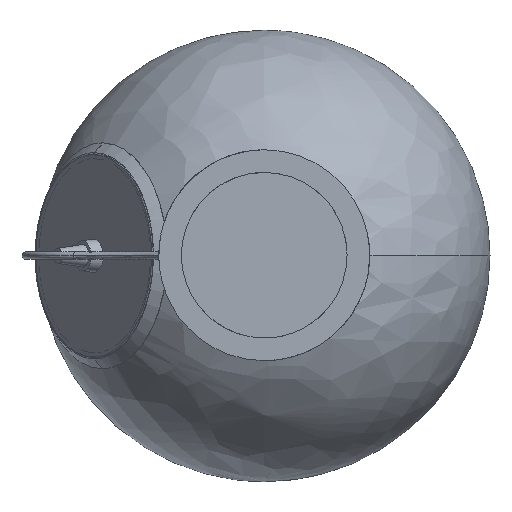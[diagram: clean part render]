
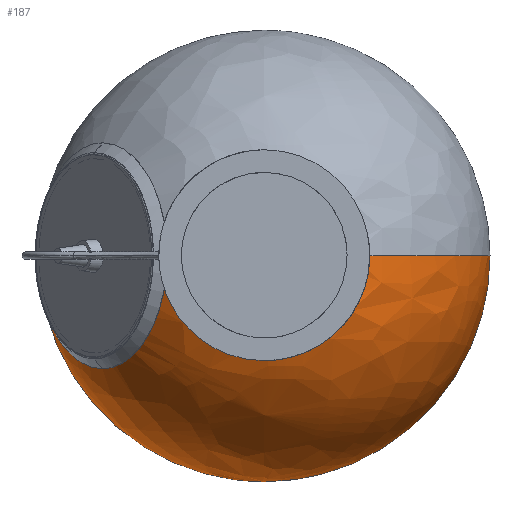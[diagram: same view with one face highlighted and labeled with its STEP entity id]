
A CAD part, top view. The second image highlights one B-rep face of the part: STEP entity #187.
In plain terms, the highlighted free-form (B-spline) face has degree [2, 2] with [5, 3] control points.
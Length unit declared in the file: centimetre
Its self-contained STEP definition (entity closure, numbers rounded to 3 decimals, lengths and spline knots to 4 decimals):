
#187=ADVANCED_FACE($,(#409),#2569,.T.);
#409=FACE_OUTER_BOUND($,#639,.T.);
#639=EDGE_LOOP($,(#1345,#1346,#1347,#1348,#1349,#1350,#1351));
#1345=ORIENTED_EDGE($,*,*,#1980,.F.);
#1346=ORIENTED_EDGE($,*,*,#1983,.F.);
#1347=ORIENTED_EDGE($,*,*,#1984,.F.);
#1348=ORIENTED_EDGE($,*,*,#1981,.T.);
#1349=ORIENTED_EDGE($,*,*,#1982,.T.);
#1350=ORIENTED_EDGE($,*,*,#1986,.T.);
#1351=ORIENTED_EDGE($,*,*,#1985,.T.);
#1980=EDGE_CURVE($,#2328,#2332,#2967,.T.);
#1981=EDGE_CURVE($,#2329,#2335,#2968,.T.);
#1982=EDGE_CURVE($,#2335,#2333,#2969,.T.);
#1983=EDGE_CURVE($,#2336,#2328,#2970,.T.);
#1984=EDGE_CURVE($,#2329,#2336,#2971,.T.);
#1985=EDGE_CURVE($,#2337,#2332,#2716,.T.);
#1986=EDGE_CURVE($,#2333,#2337,#2717,.T.);
#2328=VERTEX_POINT($,#6960);
#2329=VERTEX_POINT($,#6961);
#2332=VERTEX_POINT($,#6964);
#2333=VERTEX_POINT($,#6965);
#2335=VERTEX_POINT($,#6967);
#2336=VERTEX_POINT($,#6968);
#2337=VERTEX_POINT($,#6969);
#2569=(
BOUNDED_SURFACE()
B_SPLINE_SURFACE(2,2,((#6945,#6946,#6947),(#6948,#6949,#6950),(#6951,#6952,
#6953),(#6954,#6955,#6956),(#6957,#6958,#6959)),.UNSPECIFIED.,.F.,.F.,.F.)
B_SPLINE_SURFACE_WITH_KNOTS((3,2,3),(3,3),(0.,110.2369,220.4738),
(0.,226.6905),.UNSPECIFIED.)
GEOMETRIC_REPRESENTATION_ITEM()
RATIONAL_B_SPLINE_SURFACE(((1.,0.707,1.),(0.707,
0.5,0.707),(1.,0.707,1.),(0.707,0.5,
0.707),(1.,0.707,1.)))
REPRESENTATION_ITEM($)
SURFACE()
);
#2716=B_SPLINE_CURVE_WITH_KNOTS($,3,(#6872,#6873,#6874,#6875,#6876,#6877,
#6878,#6879,#6880,#6881),.UNSPECIFIED.,.F.,.F.,(4,2,2,2,4),(0.3556,
0.38,0.4064,0.4328,0.4572),
.UNSPECIFIED.);
#2717=B_SPLINE_CURVE_WITH_KNOTS($,3,(#6882,#6883,#6884,#6885,#6886,#6887,
#6888,#6889,#6890,#6891,#6892,#6893,#6894,#6895,#6896,#6897,#6898,#6899),
.UNSPECIFIED.,.F.,.F.,(4,2,2,2,2,2,2,2,4),(0.2541,0.2668,
0.2795,0.2922,0.3049,0.3175,0.3302,
0.3429,0.3556),.UNSPECIFIED.);
#2967=(
BOUNDED_CURVE()
B_SPLINE_CURVE(2,(#6857,#6858,#6859),.UNSPECIFIED.,.F.,.F.)
B_SPLINE_CURVE_WITH_KNOTS((3,3),(0.,12.283),.UNSPECIFIED.)
CURVE()
GEOMETRIC_REPRESENTATION_ITEM()
RATIONAL_B_SPLINE_CURVE((1.,0.997,1.))
REPRESENTATION_ITEM($)
);
#2968=(
BOUNDED_CURVE()
B_SPLINE_CURVE(2,(#6860,#6861,#6862),.UNSPECIFIED.,.F.,.F.)
B_SPLINE_CURVE_WITH_KNOTS((3,3),(235.6194,471.2389),.UNSPECIFIED.)
CURVE()
GEOMETRIC_REPRESENTATION_ITEM()
RATIONAL_B_SPLINE_CURVE((1.,0.707,1.))
REPRESENTATION_ITEM($)
);
#2969=(
BOUNDED_CURVE()
B_SPLINE_CURVE(2,(#6863,#6864,#6865),.UNSPECIFIED.,.F.,.F.)
B_SPLINE_CURVE_WITH_KNOTS((3,3),(0.,76.7829),.UNSPECIFIED.)
CURVE()
GEOMETRIC_REPRESENTATION_ITEM()
RATIONAL_B_SPLINE_CURVE((1.,0.967,1.))
REPRESENTATION_ITEM($)
);
#2970=(
BOUNDED_CURVE()
B_SPLINE_CURVE(2,(#6866,#6867,#6868),.UNSPECIFIED.,.F.,.F.)
B_SPLINE_CURVE_WITH_KNOTS((3,3),(0.,226.6905),.UNSPECIFIED.)
CURVE()
GEOMETRIC_REPRESENTATION_ITEM()
RATIONAL_B_SPLINE_CURVE((1.,0.707,1.))
REPRESENTATION_ITEM($)
);
#2971=(
BOUNDED_CURVE()
B_SPLINE_CURVE(2,(#6869,#6870,#6871),.UNSPECIFIED.,.F.,.F.)
B_SPLINE_CURVE_WITH_KNOTS((3,3),(-226.6905,0.),.UNSPECIFIED.)
CURVE()
GEOMETRIC_REPRESENTATION_ITEM()
RATIONAL_B_SPLINE_CURVE((1.,0.707,1.))
REPRESENTATION_ITEM($)
);
#6857=CARTESIAN_POINT($,(-150.,0.,-302.));
#6858=CARTESIAN_POINT($,(-150.,0.,-289.783));
#6859=CARTESIAN_POINT($,(-148.0231,0.,-277.7271));
#6860=CARTESIAN_POINT($,(150.,0.,-302.));
#6861=CARTESIAN_POINT($,(150.,0.,-152.));
#6862=CARTESIAN_POINT($,(0.,0.,-152.));
#6863=CARTESIAN_POINT($,(0.,0.,-152.));
#6864=CARTESIAN_POINT($,(-39.2523,0.,-152.));
#6865=CARTESIAN_POINT($,(-73.4733,0.,-171.2267));
#6866=CARTESIAN_POINT($,(0.,-150.,-302.));
#6867=CARTESIAN_POINT($,(-150.,-150.,-302.));
#6868=CARTESIAN_POINT($,(-150.,0.,-302.));
#6869=CARTESIAN_POINT($,(150.,0.,-302.));
#6870=CARTESIAN_POINT($,(150.,-150.,-302.));
#6871=CARTESIAN_POINT($,(0.,-150.,-302.));
#6872=CARTESIAN_POINT($,(-110.7482,-65.,-224.4769));
#6873=CARTESIAN_POINT($,(-115.4489,-65.,-231.1922));
#6874=CARTESIAN_POINT($,(-120.0983,-63.4535,-237.8341));
#6875=CARTESIAN_POINT($,(-129.2045,-57.1671,-250.8427));
#6876=CARTESIAN_POINT($,(-133.5045,-52.2419,-256.9855));
#6877=CARTESIAN_POINT($,(-140.7071,-39.682,-267.275));
#6878=CARTESIAN_POINT($,(-143.5315,-32.1838,-271.3099));
#6879=CARTESIAN_POINT($,(-147.1364,-16.3046,-276.46));
#6880=CARTESIAN_POINT($,(-148.0232,-8.1971,-277.727));
#6881=CARTESIAN_POINT($,(-148.0231,0.,-277.7271));
#6882=CARTESIAN_POINT($,(-73.4733,0.,-171.2267));
#6883=CARTESIAN_POINT($,(-73.4733,-3.8302,-171.2267));
#6884=CARTESIAN_POINT($,(-73.6685,-7.8036,-171.5057));
#6885=CARTESIAN_POINT($,(-74.5225,-15.8516,-172.7258));
#6886=CARTESIAN_POINT($,(-75.182,-19.9255,-173.6681));
#6887=CARTESIAN_POINT($,(-76.9984,-27.9268,-176.2632));
#6888=CARTESIAN_POINT($,(-78.1558,-31.8526,-177.9166));
#6889=CARTESIAN_POINT($,(-80.9422,-39.2846,-181.8972));
#6890=CARTESIAN_POINT($,(-82.571,-42.7889,-184.2241));
#6891=CARTESIAN_POINT($,(-86.2102,-49.135,-189.4229));
#6892=CARTESIAN_POINT($,(-88.2198,-51.9753,-192.2937));
#6893=CARTESIAN_POINT($,(-92.4818,-56.8342,-198.3823));
#6894=CARTESIAN_POINT($,(-94.7331,-58.8524,-201.5984));
#6895=CARTESIAN_POINT($,(-99.3216,-62.0201,-208.1533));
#6896=CARTESIAN_POINT($,(-101.6578,-63.1702,-211.4907));
#6897=CARTESIAN_POINT($,(-106.2731,-64.6595,-218.084));
#6898=CARTESIAN_POINT($,(-108.5517,-65.,-221.3391));
#6899=CARTESIAN_POINT($,(-110.7482,-65.,-224.4769));
#6945=CARTESIAN_POINT($,(0.,-150.,-302.));
#6946=CARTESIAN_POINT($,(-150.,-150.,-302.));
#6947=CARTESIAN_POINT($,(-150.,0.,-302.));
#6948=CARTESIAN_POINT($,(0.,-150.,-302.));
#6949=CARTESIAN_POINT($,(-150.,-150.,-152.));
#6950=CARTESIAN_POINT($,(-150.,0.,-152.));
#6951=CARTESIAN_POINT($,(0.,-150.,-302.));
#6952=CARTESIAN_POINT($,(0.,-150.,-152.));
#6953=CARTESIAN_POINT($,(0.,0.,-152.));
#6954=CARTESIAN_POINT($,(0.,-150.,-302.));
#6955=CARTESIAN_POINT($,(150.,-150.,-152.));
#6956=CARTESIAN_POINT($,(150.,0.,-152.));
#6957=CARTESIAN_POINT($,(0.,-150.,-302.));
#6958=CARTESIAN_POINT($,(150.,-150.,-302.));
#6959=CARTESIAN_POINT($,(150.,0.,-302.));
#6960=CARTESIAN_POINT($,(-150.,0.,-302.));
#6961=CARTESIAN_POINT($,(150.,0.,-302.));
#6964=CARTESIAN_POINT($,(-148.0231,0.,-277.7271));
#6965=CARTESIAN_POINT($,(-73.4733,0.,-171.2267));
#6967=CARTESIAN_POINT($,(0.,0.,-152.));
#6968=CARTESIAN_POINT($,(0.,-150.,-302.));
#6969=CARTESIAN_POINT($,(-110.7482,-65.,-224.4769));
